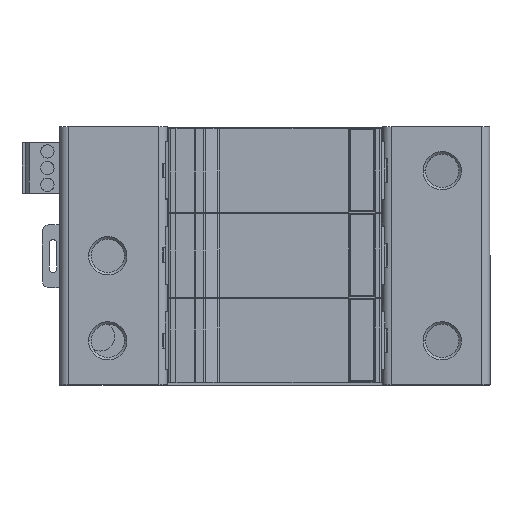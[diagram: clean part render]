
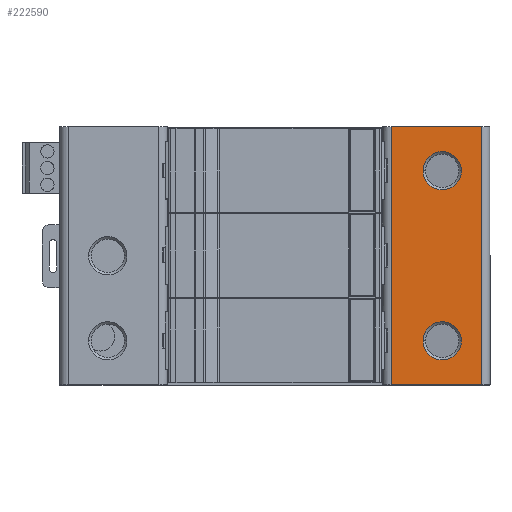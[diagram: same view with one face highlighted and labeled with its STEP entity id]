
A CAD part, top view. The second image highlights one B-rep face of the part: STEP entity #222590.
In plain terms, the highlighted face is planar.
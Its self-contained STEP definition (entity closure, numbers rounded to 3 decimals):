
#123420=CARTESIAN_POINT('',(18.6,49.7,
35.));
#123430=VERTEX_POINT('',#123420);
#123460=CARTESIAN_POINT('',(29.91,49.7,
35.));
#123470=DIRECTION('',(-1.,0.,0.));
#123480=VECTOR('',#123470,1.);
#123490=LINE('',#123460,#123480);
#123500=CARTESIAN_POINT('',(-0.3,49.7,
35.));
#123510=VERTEX_POINT('',#123500);
#123520=EDGE_CURVE('',#123430,#123510,#123490,.T.);
#200760=CARTESIAN_POINT('',(18.6,49.7,
89.));
#200770=VERTEX_POINT('',#200760);
#200800=CARTESIAN_POINT('',(18.6,49.7,
70.6));
#200810=DIRECTION('',(0.,0.,-1.));
#200820=VECTOR('',#200810,1.);
#200830=LINE('',#200800,#200820);
#200840=EDGE_CURVE('',#200770,#123430,#200830,.T.);
#210830=CARTESIAN_POINT('',(-0.3,49.7,
89.));
#210840=VERTEX_POINT('',#210830);
#210870=CARTESIAN_POINT('',(29.91,49.7,
89.));
#210880=DIRECTION('',(-1.,0.,0.));
#210890=VECTOR('',#210880,1.);
#210900=LINE('',#210870,#210890);
#210910=EDGE_CURVE('',#200770,#210840,#210900,.T.);
#222000=CARTESIAN_POINT('',(11.9,49.7,
44.2));
#222010=VERTEX_POINT('',#222000);
#222040=CARTESIAN_POINT('',(7.9,49.7,
44.2));
#222050=DIRECTION('',(0.,-1.,0.));
#222060=DIRECTION('',(0.,0.,-1.));
#222070=AXIS2_PLACEMENT_3D('',#222040,#222050,#222060);
#222080=CIRCLE('',#222070,4.);
#222090=CARTESIAN_POINT('',(3.9,49.7,
44.2));
#222100=VERTEX_POINT('',#222090);
#222110=EDGE_CURVE('',#222010,#222100,#222080,.T.);
#222230=CARTESIAN_POINT('',(8.794,49.7,
54.171));
#222240=DIRECTION('',(0.,1.,0.));
#222250=DIRECTION('',(-1.,0.,0.));
#222260=AXIS2_PLACEMENT_3D('',#222230,#222240,#222250);
#222270=PLANE('',#222260);
#222280=ORIENTED_EDGE('',*,*,#210910,.F.);
#222290=CARTESIAN_POINT('',(-0.3,49.7,
36.1));
#222300=DIRECTION('',(0.,0.,-1.));
#222310=VECTOR('',#222300,1.);
#222320=LINE('',#222290,#222310);
#222330=EDGE_CURVE('',#210840,#123510,#222320,.T.);
#222340=ORIENTED_EDGE('',*,*,#222330,.F.);
#222350=ORIENTED_EDGE('',*,*,#123520,.T.);
#222360=ORIENTED_EDGE('',*,*,#200840,.T.);
#222370=EDGE_LOOP('',(#222360,#222350,#222340,#222280));
#222380=FACE_OUTER_BOUND('',#222370,.T.);
#222390=CARTESIAN_POINT('',(7.9,49.7,
79.8));
#222400=DIRECTION('',(0.,-1.,0.));
#222410=DIRECTION('',(1.,0.,0.));
#222420=AXIS2_PLACEMENT_3D('',#222390,#222400,#222410);
#222430=CIRCLE('',#222420,4.);
#222440=CARTESIAN_POINT('',(3.9,49.7,
79.8));
#222450=VERTEX_POINT('',#222440);
#222460=CARTESIAN_POINT('',(11.9,49.7,
79.8));
#222470=VERTEX_POINT('',#222460);
#222480=EDGE_CURVE('',#222450,#222470,#222430,.T.);
#222490=ORIENTED_EDGE('',*,*,#222480,.T.);
#222500=EDGE_CURVE('',#222470,#222450,#222430,.T.);
#222510=ORIENTED_EDGE('',*,*,#222500,.T.);
#222520=EDGE_LOOP('',(#222510,#222490));
#222530=FACE_BOUND('',#222520,.T.);
#222540=EDGE_CURVE('',#222100,#222010,#222080,.T.);
#222550=ORIENTED_EDGE('',*,*,#222540,.T.);
#222560=ORIENTED_EDGE('',*,*,#222110,.T.);
#222570=EDGE_LOOP('',(#222560,#222550));
#222580=FACE_BOUND('',#222570,.T.);
#222590=ADVANCED_FACE('',(#222380,#222530,#222580),#222270,.T.);
